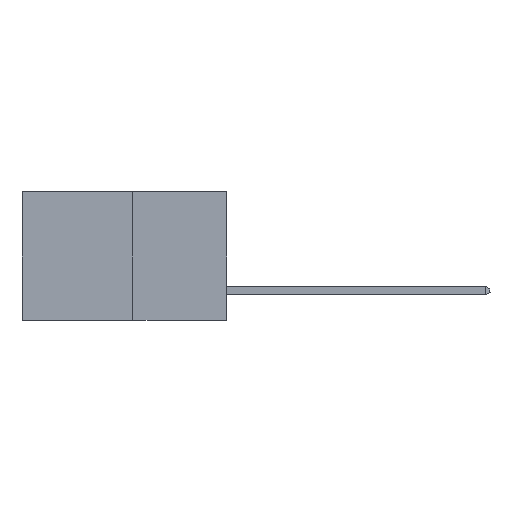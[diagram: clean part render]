
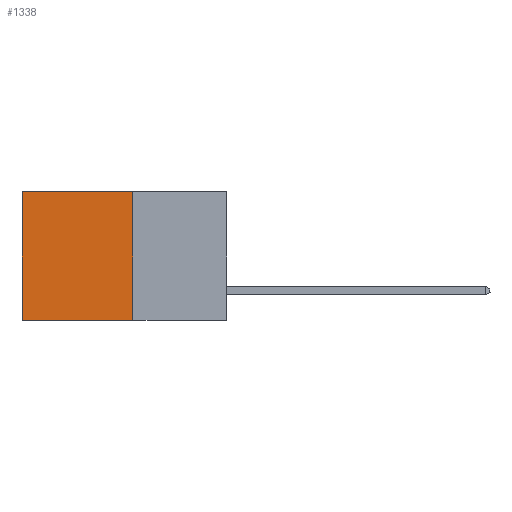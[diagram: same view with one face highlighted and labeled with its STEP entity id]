
A CAD part, left-side view. The second image highlights one B-rep face of the part: STEP entity #1338.
In plain terms, the highlighted planar face has unit normal (-1, 0, 0).
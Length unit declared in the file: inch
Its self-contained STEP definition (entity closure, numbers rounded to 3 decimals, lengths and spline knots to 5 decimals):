
#460 = VECTOR ( 'NONE', #6896, 39.37008 ) ;
#584 = FACE_OUTER_BOUND ( 'NONE', #13322, .T. ) ;
#615 = DIRECTION ( 'NONE',  ( 0., 0., -1. ) ) ;
#1338 = ADVANCED_FACE ( 'NONE', ( #584 ), #3487, .F. ) ;
#1887 = CARTESIAN_POINT ( 'NONE',  ( 0.277, 0.59, -0.37 ) ) ;
#1970 = ORIENTED_EDGE ( 'NONE', *, *, #2985, .F. ) ;
#2581 = EDGE_CURVE ( 'NONE', #7398, #4912, #8676, .T. ) ;
#2689 = EDGE_CURVE ( 'NONE', #11295, #6096, #10715, .T. ) ;
#2985 = EDGE_CURVE ( 'NONE', #11295, #7398, #6648, .T. ) ;
#3333 = CARTESIAN_POINT ( 'NONE',  ( 0.277, 0.27, -0.37 ) ) ;
#3487 = PLANE ( 'NONE',  #5941 ) ;
#3497 = ORIENTED_EDGE ( 'NONE', *, *, #2689, .T. ) ;
#4912 = VERTEX_POINT ( 'NONE', #11278 ) ;
#4946 = ORIENTED_EDGE ( 'NONE', *, *, #2581, .F. ) ;
#4953 = DIRECTION ( 'NONE',  ( 0., 1., 0. ) ) ;
#5114 = ORIENTED_EDGE ( 'NONE', *, *, #11662, .T. ) ;
#5941 = AXIS2_PLACEMENT_3D ( 'NONE', #3333, #7728, #615 ) ;
#6096 = VERTEX_POINT ( 'NONE', #9001 ) ;
#6648 = LINE ( 'NONE', #11253, #460 ) ;
#6896 = DIRECTION ( 'NONE',  ( 0., 0., -1. ) ) ;
#7398 = VERTEX_POINT ( 'NONE', #11075 ) ;
#7578 = VECTOR ( 'NONE', #7697, 39.37008 ) ;
#7697 = DIRECTION ( 'NONE',  ( 0., 1., 0. ) ) ;
#7728 = DIRECTION ( 'NONE',  ( 1., 0., 0. ) ) ;
#8256 = CARTESIAN_POINT ( 'NONE',  ( 0.277, 0.27, -0.37 ) ) ;
#8319 = VECTOR ( 'NONE', #4953, 39.37008 ) ;
#8676 = LINE ( 'NONE', #8256, #8319 ) ;
#9001 = CARTESIAN_POINT ( 'NONE',  ( 0.277, 0.59, 0. ) ) ;
#10060 = DIRECTION ( 'NONE',  ( 0., 0., -1. ) ) ;
#10715 = LINE ( 'NONE', #14045, #7578 ) ;
#11075 = CARTESIAN_POINT ( 'NONE',  ( 0.277, 0.27, -0.37 ) ) ;
#11253 = CARTESIAN_POINT ( 'NONE',  ( 0.277, 0.27, -0.37 ) ) ;
#11278 = CARTESIAN_POINT ( 'NONE',  ( 0.277, 0.59, -0.37 ) ) ;
#11295 = VERTEX_POINT ( 'NONE', #14022 ) ;
#11537 = LINE ( 'NONE', #1887, #14582 ) ;
#11662 = EDGE_CURVE ( 'NONE', #6096, #4912, #11537, .T. ) ;
#13322 = EDGE_LOOP ( 'NONE', ( #5114, #4946, #1970, #3497 ) ) ;
#14022 = CARTESIAN_POINT ( 'NONE',  ( 0.277, 0.27, 0. ) ) ;
#14045 = CARTESIAN_POINT ( 'NONE',  ( 0.277, 0.27, 0. ) ) ;
#14582 = VECTOR ( 'NONE', #10060, 39.37008 ) ;
